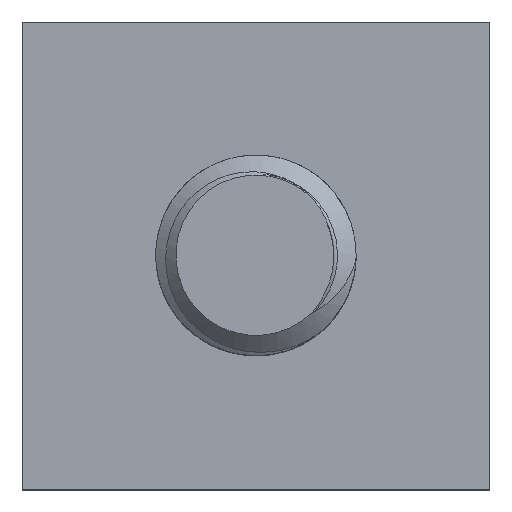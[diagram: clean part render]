
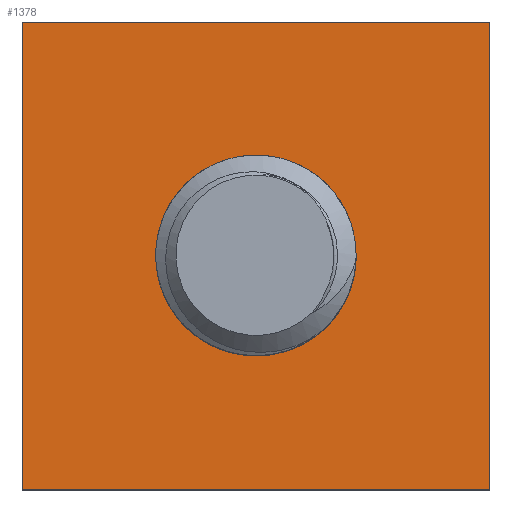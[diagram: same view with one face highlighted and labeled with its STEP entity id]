
A CAD part, top view. The second image highlights one B-rep face of the part: STEP entity #1378.
In plain terms, the highlighted planar face has unit normal (0, 0, 1).
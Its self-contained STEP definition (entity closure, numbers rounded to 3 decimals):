
#27=FACE_BOUND('',#216,.T.);
#29=CIRCLE('',#1472,1.5);
#46=PLANE('',#1478);
#123=FACE_OUTER_BOUND('',#215,.T.);
#215=EDGE_LOOP('',(#1061,#1062,#1063,#1064));
#216=EDGE_LOOP('',(#1065,#1066,#1067,#1068,#1069));
#300=B_SPLINE_CURVE_WITH_KNOTS('',3,(#2456,#2457,#2458,#2459,#2460,#2461,
#2462,#2463,#2464,#2465,#2466,#2467,#2468,#2469),.UNSPECIFIED.,.F.,.F.,
(4,2,2,2,2,2,4),(-0.505,-0.351,-0.242,
-0.197,-0.109,-0.045,0.),
 .UNSPECIFIED.);
#301=B_SPLINE_CURVE_WITH_KNOTS('',3,(#2471,#2472,#2473,#2474,#2475,#2476,
#2477,#2478),.UNSPECIFIED.,.F.,.F.,(4,2,2,4),(-0.128,-0.056,
-0.029,0.),.UNSPECIFIED.);
#302=B_SPLINE_CURVE_WITH_KNOTS('',3,(#2480,#2481,#2482,#2483,#2484,#2485,
#2486,#2487),.UNSPECIFIED.,.F.,.F.,(4,2,2,4),(-0.065,-0.051,
-0.037,0.),.UNSPECIFIED.);
#303=B_SPLINE_CURVE_WITH_KNOTS('',3,(#2488,#2489,#2490,#2491,#2492,#2493,
#2494,#2495,#2496,#2497,#2498,#2499,#2500,#2501),.UNSPECIFIED.,.F.,.F.,
(4,2,2,2,2,2,4),(-0.205,-0.177,-0.15,
-0.117,-0.095,-0.048,0.),
 .UNSPECIFIED.);
#365=LINE('',#2442,#529);
#368=LINE('',#2447,#532);
#370=LINE('',#2451,#534);
#371=LINE('',#2453,#535);
#529=VECTOR('',#1623,1000.);
#532=VECTOR('',#1628,1000.);
#534=VECTOR('',#1632,1000.);
#535=VECTOR('',#1635,1000.);
#662=VERTEX_POINT('',#2302);
#663=VERTEX_POINT('',#2327);
#704=VERTEX_POINT('',#2439);
#705=VERTEX_POINT('',#2441);
#706=VERTEX_POINT('',#2445);
#707=VERTEX_POINT('',#2449);
#708=VERTEX_POINT('',#2455);
#709=VERTEX_POINT('',#2470);
#710=VERTEX_POINT('',#2479);
#795=EDGE_CURVE('',#662,#663,#29,.F.);
#838=EDGE_CURVE('',#705,#704,#365,.T.);
#841=EDGE_CURVE('',#704,#706,#368,.T.);
#843=EDGE_CURVE('',#706,#707,#370,.T.);
#844=EDGE_CURVE('',#707,#705,#371,.T.);
#845=EDGE_CURVE('',#662,#708,#300,.T.);
#846=EDGE_CURVE('',#708,#709,#301,.T.);
#847=EDGE_CURVE('',#709,#710,#302,.T.);
#848=EDGE_CURVE('',#710,#663,#303,.T.);
#1061=ORIENTED_EDGE('',*,*,#838,.T.);
#1062=ORIENTED_EDGE('',*,*,#841,.T.);
#1063=ORIENTED_EDGE('',*,*,#843,.T.);
#1064=ORIENTED_EDGE('',*,*,#844,.T.);
#1065=ORIENTED_EDGE('',*,*,#845,.T.);
#1066=ORIENTED_EDGE('',*,*,#846,.T.);
#1067=ORIENTED_EDGE('',*,*,#847,.T.);
#1068=ORIENTED_EDGE('',*,*,#848,.T.);
#1069=ORIENTED_EDGE('',*,*,#795,.F.);
#1378=ADVANCED_FACE('',(#123,#27),#46,.T.);
#1472=AXIS2_PLACEMENT_3D('',#2328,#1576,#1577);
#1478=AXIS2_PLACEMENT_3D('',#2454,#1636,#1637);
#1576=DIRECTION('center_axis',(0.,0.,-1.));
#1577=DIRECTION('ref_axis',(-1.,0.,0.));
#1623=DIRECTION('',(0.,-1.,0.));
#1628=DIRECTION('',(1.,0.,0.));
#1632=DIRECTION('',(0.,1.,0.));
#1635=DIRECTION('',(-1.,0.,0.));
#1636=DIRECTION('center_axis',(0.,0.,1.));
#1637=DIRECTION('ref_axis',(1.,0.,0.));
#2302=CARTESIAN_POINT('',(-1.324,-0.705,3.5));
#2327=CARTESIAN_POINT('',(-0.378,-1.452,3.5));
#2328=CARTESIAN_POINT('Origin',(0.,0.,3.5));
#2439=CARTESIAN_POINT('',(-3.5,-3.5,3.5));
#2441=CARTESIAN_POINT('',(-3.5,3.5,3.5));
#2442=CARTESIAN_POINT('',(-3.5,3.5,3.5));
#2445=CARTESIAN_POINT('',(3.5,-3.5,3.5));
#2447=CARTESIAN_POINT('',(-3.5,-3.5,3.5));
#2449=CARTESIAN_POINT('',(3.5,3.5,3.5));
#2451=CARTESIAN_POINT('',(3.5,-3.5,3.5));
#2453=CARTESIAN_POINT('',(3.5,3.5,3.5));
#2454=CARTESIAN_POINT('Origin',(0.,0.,3.5));
#2455=CARTESIAN_POINT('',(-0.33,1.175,3.5));
#2456=CARTESIAN_POINT('Ctrl Pts',(-1.324,-0.705,
3.5));
#2457=CARTESIAN_POINT('Ctrl Pts',(-1.382,-0.559,
3.5));
#2458=CARTESIAN_POINT('Ctrl Pts',(-1.417,-0.403,
3.5));
#2459=CARTESIAN_POINT('Ctrl Pts',(-1.435,-0.133,
3.5));
#2460=CARTESIAN_POINT('Ctrl Pts',(-1.434,0.042,
3.5));
#2461=CARTESIAN_POINT('Ctrl Pts',(-1.352,0.324,3.5));
#2462=CARTESIAN_POINT('Ctrl Pts',(-1.32,0.403,3.5));
#2463=CARTESIAN_POINT('Ctrl Pts',(-1.204,0.628,3.5));
#2464=CARTESIAN_POINT('Ctrl Pts',(-1.099,0.762,3.5));
#2465=CARTESIAN_POINT('Ctrl Pts',(-0.881,0.952,
3.5));
#2466=CARTESIAN_POINT('Ctrl Pts',(-0.78,1.018,3.5));
#2467=CARTESIAN_POINT('Ctrl Pts',(-0.594,1.107,3.5));
#2468=CARTESIAN_POINT('Ctrl Pts',(-0.478,1.153,3.5));
#2469=CARTESIAN_POINT('Ctrl Pts',(-0.33,1.175,3.5));
#2470=CARTESIAN_POINT('',(0.734,0.904,3.5));
#2471=CARTESIAN_POINT('Ctrl Pts',(-0.33,1.175,3.5));
#2472=CARTESIAN_POINT('Ctrl Pts',(-0.197,1.194,3.5));
#2473=CARTESIAN_POINT('Ctrl Pts',(0.006,1.209,3.5));
#2474=CARTESIAN_POINT('Ctrl Pts',(0.326,1.129,3.5));
#2475=CARTESIAN_POINT('Ctrl Pts',(0.411,1.098,3.5));
#2476=CARTESIAN_POINT('Ctrl Pts',(0.578,1.017,3.5));
#2477=CARTESIAN_POINT('Ctrl Pts',(0.659,0.965,3.5));
#2478=CARTESIAN_POINT('Ctrl Pts',(0.734,0.904,3.5));
#2479=CARTESIAN_POINT('',(1.218,-0.077,3.5));
#2480=CARTESIAN_POINT('Ctrl Pts',(0.734,0.904,3.5));
#2481=CARTESIAN_POINT('Ctrl Pts',(0.809,0.844,3.5));
#2482=CARTESIAN_POINT('Ctrl Pts',(0.876,0.775,3.5));
#2483=CARTESIAN_POINT('Ctrl Pts',(0.992,0.627,3.5));
#2484=CARTESIAN_POINT('Ctrl Pts',(1.04,0.549,3.5));
#2485=CARTESIAN_POINT('Ctrl Pts',(1.188,0.247,3.5));
#2486=CARTESIAN_POINT('Ctrl Pts',(1.211,0.045,3.5));
#2487=CARTESIAN_POINT('Ctrl Pts',(1.218,-0.077,3.5));
#2488=CARTESIAN_POINT('Ctrl Pts',(1.218,-0.077,3.5));
#2489=CARTESIAN_POINT('Ctrl Pts',(1.225,-0.202,3.5));
#2490=CARTESIAN_POINT('Ctrl Pts',(1.214,-0.326,3.5));
#2491=CARTESIAN_POINT('Ctrl Pts',(1.157,-0.567,3.5));
#2492=CARTESIAN_POINT('Ctrl Pts',(1.111,-0.682,3.5));
#2493=CARTESIAN_POINT('Ctrl Pts',(0.973,-0.923,
3.5));
#2494=CARTESIAN_POINT('Ctrl Pts',(0.872,-1.043,3.5));
#2495=CARTESIAN_POINT('Ctrl Pts',(0.678,-1.203,3.5));
#2496=CARTESIAN_POINT('Ctrl Pts',(0.604,-1.25,3.5));
#2497=CARTESIAN_POINT('Ctrl Pts',(0.404,-1.361,3.5));
#2498=CARTESIAN_POINT('Ctrl Pts',(0.255,-1.415,3.5));
#2499=CARTESIAN_POINT('Ctrl Pts',(-0.058,-1.473,
3.5));
#2500=CARTESIAN_POINT('Ctrl Pts',(-0.219,-1.475,
3.5));
#2501=CARTESIAN_POINT('Ctrl Pts',(-0.378,-1.452,3.5));
